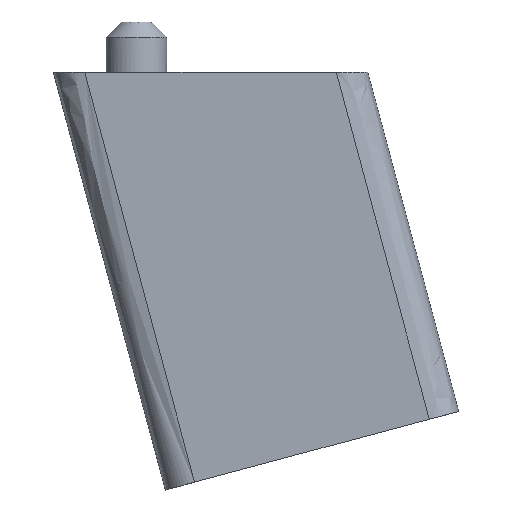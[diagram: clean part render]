
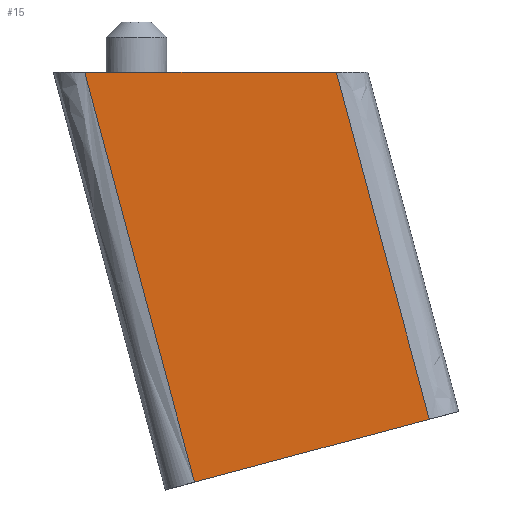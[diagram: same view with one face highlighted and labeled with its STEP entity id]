
A CAD part, left-side view. The second image highlights one B-rep face of the part: STEP entity #15.
In plain terms, the highlighted planar face has unit normal (-1, 0, 0).
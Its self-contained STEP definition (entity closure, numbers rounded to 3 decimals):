
#15=ADVANCED_FACE($,(#31),#205,.T.);
#31=FACE_OUTER_BOUND($,#47,.T.);
#47=EDGE_LOOP($,(#64,#65,#66,#67));
#64=ORIENTED_EDGE($,*,*,#138,.F.);
#65=ORIENTED_EDGE($,*,*,#153,.F.);
#66=ORIENTED_EDGE($,*,*,#137,.F.);
#67=ORIENTED_EDGE($,*,*,#152,.F.);
#137=EDGE_CURVE($,#175,#174,#226,.T.);
#138=EDGE_CURVE($,#177,#176,#227,.T.);
#152=EDGE_CURVE($,#176,#175,#215,.T.);
#153=EDGE_CURVE($,#174,#177,#216,.T.);
#174=VERTEX_POINT($,#725);
#175=VERTEX_POINT($,#726);
#176=VERTEX_POINT($,#727);
#177=VERTEX_POINT($,#728);
#205=PLANE($,#335);
#215=(
BOUNDED_CURVE()
B_SPLINE_CURVE(3,(#429,#430,#431,#432),.UNSPECIFIED.,.F.,.F.)
B_SPLINE_CURVE_WITH_KNOTS((4,4),(0.,27.934),.UNSPECIFIED.)
CURVE()
GEOMETRIC_REPRESENTATION_ITEM()
RATIONAL_B_SPLINE_CURVE((1.,1.,1.,1.))
REPRESENTATION_ITEM($)
);
#216=(
BOUNDED_CURVE()
B_SPLINE_CURVE(3,(#433,#434,#435,#436,#437,#438,#439),.UNSPECIFIED.,.F.,
.F.)
B_SPLINE_CURVE_WITH_KNOTS((4,3,4),(-0.536,0.,23.111),
.UNSPECIFIED.)
CURVE()
GEOMETRIC_REPRESENTATION_ITEM()
RATIONAL_B_SPLINE_CURVE((1.,1.,1.,1.,1.,1.,1.))
REPRESENTATION_ITEM($)
);
#226=B_SPLINE_CURVE_WITH_KNOTS($,1,(#355,#356),.UNSPECIFIED.,.F.,.F.,(2,
2),(229.079,245.644),.UNSPECIFIED.);
#227=B_SPLINE_CURVE_WITH_KNOTS($,1,(#357,#358),.UNSPECIFIED.,.F.,.F.,(2,
2),(180.539,196.539),.UNSPECIFIED.);
#335=AXIS2_PLACEMENT_3D($,#538,#344,$);
#344=DIRECTION($,(-1.,0.,0.));
#355=CARTESIAN_POINT($,(-3.809,159.609,0.));
#356=CARTESIAN_POINT($,(-3.809,143.045,0.));
#357=CARTESIAN_POINT($,(-3.809,136.925,-22.841));
#358=CARTESIAN_POINT($,(-3.809,152.38,-26.982));
#429=CARTESIAN_POINT($,(-3.809,152.38,-26.982));
#430=CARTESIAN_POINT($,(-3.809,154.79,-17.988));
#431=CARTESIAN_POINT($,(-3.809,157.199,-8.994));
#432=CARTESIAN_POINT($,(-3.809,159.609,0.));
#433=CARTESIAN_POINT($,(-3.809,143.045,0.));
#434=CARTESIAN_POINT($,(-3.809,142.999,-0.173));
#435=CARTESIAN_POINT($,(-3.809,142.953,-0.345));
#436=CARTESIAN_POINT($,(-3.809,142.906,-0.518));
#437=CARTESIAN_POINT($,(-3.809,140.912,-7.959));
#438=CARTESIAN_POINT($,(-3.809,138.919,-15.4));
#439=CARTESIAN_POINT($,(-3.809,136.925,-22.841));
#538=CARTESIAN_POINT($,(-3.809,136.698,-27.252));
#725=CARTESIAN_POINT($,(-3.809,143.045,0.));
#726=CARTESIAN_POINT($,(-3.809,159.609,0.));
#727=CARTESIAN_POINT($,(-3.809,152.38,-26.982));
#728=CARTESIAN_POINT($,(-3.809,136.925,-22.841));
